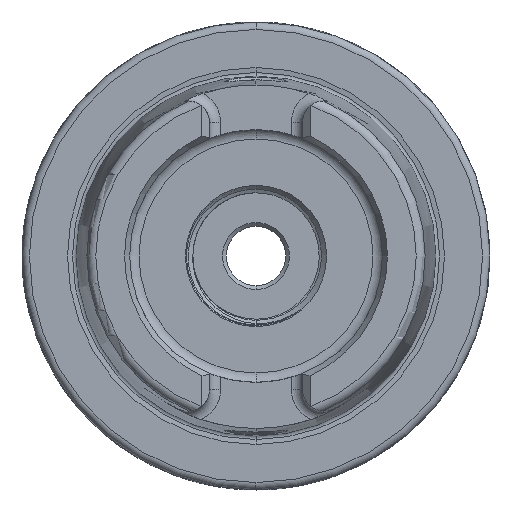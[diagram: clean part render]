
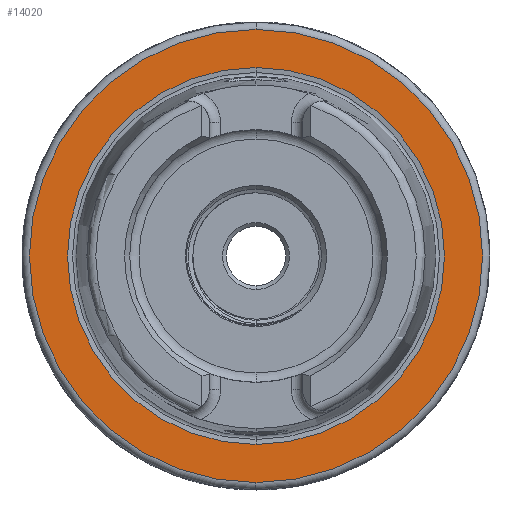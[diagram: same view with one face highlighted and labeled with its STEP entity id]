
A CAD part, left-side view. The second image highlights one B-rep face of the part: STEP entity #14020.
In plain terms, the highlighted planar face has unit normal (-1, 0, 0).
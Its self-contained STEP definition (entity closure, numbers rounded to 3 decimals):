
#3449 = DIRECTION ( 'NONE',  ( 0., 0., 1. ) ) ;
#3451 = CARTESIAN_POINT ( 'NONE',  ( 0., 25.369, 0. ) ) ;
#3502 = DIRECTION ( 'NONE',  ( -1., 0., 0. ) ) ;
#3563 = PLANE ( 'NONE',  #20994 ) ;
#4369 = CIRCLE ( 'NONE', #13615, 30.5 ) ;
#4379 = CIRCLE ( 'NONE', #13609, 25.369 ) ;
#5029 = CIRCLE ( 'NONE', #13683, 25.369 ) ;
#5132 = CIRCLE ( 'NONE', #13728, 30.5 ) ;
#13609 = AXIS2_PLACEMENT_3D ( 'NONE', #15045, #15057, #15060 ) ;
#13615 = AXIS2_PLACEMENT_3D ( 'NONE', #14945, #14946, #14949 ) ;
#13683 = AXIS2_PLACEMENT_3D ( 'NONE', #16456, #16444, #16435 ) ;
#13728 = AXIS2_PLACEMENT_3D ( 'NONE', #17558, #17545, #17543 ) ;
#14020 = ADVANCED_FACE ( 'NONE', ( #19896, #19861 ), #3563, .T. ) ;
#14945 = CARTESIAN_POINT ( 'NONE',  ( 0., 0., 0. ) ) ;
#14946 = DIRECTION ( 'NONE',  ( -1., 0., 0. ) ) ;
#14949 = DIRECTION ( 'NONE',  ( 0., 0., 1. ) ) ;
#15045 = CARTESIAN_POINT ( 'NONE',  ( 0., 0., 0. ) ) ;
#15057 = DIRECTION ( 'NONE',  ( 1., 0., 0. ) ) ;
#15060 = DIRECTION ( 'NONE',  ( 0., 0., -1. ) ) ;
#16435 = DIRECTION ( 'NONE',  ( 0., 0., -1. ) ) ;
#16444 = DIRECTION ( 'NONE',  ( 1., 0., 0. ) ) ;
#16456 = CARTESIAN_POINT ( 'NONE',  ( 0., 0., 0. ) ) ;
#17435 = CARTESIAN_POINT ( 'NONE',  ( 0., 0., -30.5 ) ) ;
#17448 = CARTESIAN_POINT ( 'NONE',  ( 0., 0., 30.5 ) ) ;
#17466 = CARTESIAN_POINT ( 'NONE',  ( 0., 0., -25.369 ) ) ;
#17473 = CARTESIAN_POINT ( 'NONE',  ( 0., 0., 25.369 ) ) ;
#17543 = DIRECTION ( 'NONE',  ( 0., 0., 1. ) ) ;
#17545 = DIRECTION ( 'NONE',  ( -1., 0., 0. ) ) ;
#17558 = CARTESIAN_POINT ( 'NONE',  ( 0., 0., 0. ) ) ;
#18105 = EDGE_LOOP ( 'NONE', ( #20478, #20481 ) ) ;
#18132 = EDGE_LOOP ( 'NONE', ( #20409, #20387 ) ) ;
#19099 = EDGE_CURVE ( 'NONE', #20596, #20586, #4369, .T. ) ;
#19104 = EDGE_CURVE ( 'NONE', #20570, #20603, #4379, .T. ) ;
#19861 = FACE_BOUND ( 'NONE', #18105, .T. ) ;
#19896 = FACE_OUTER_BOUND ( 'NONE', #18132, .T. ) ;
#20387 = ORIENTED_EDGE ( 'NONE', *, *, #19099, .T. ) ;
#20409 = ORIENTED_EDGE ( 'NONE', *, *, #20825, .T. ) ;
#20478 = ORIENTED_EDGE ( 'NONE', *, *, #20764, .T. ) ;
#20481 = ORIENTED_EDGE ( 'NONE', *, *, #19104, .T. ) ;
#20570 = VERTEX_POINT ( 'NONE', #17466 ) ;
#20586 = VERTEX_POINT ( 'NONE', #17448 ) ;
#20596 = VERTEX_POINT ( 'NONE', #17435 ) ;
#20603 = VERTEX_POINT ( 'NONE', #17473 ) ;
#20764 = EDGE_CURVE ( 'NONE', #20603, #20570, #5029, .T. ) ;
#20825 = EDGE_CURVE ( 'NONE', #20586, #20596, #5132, .T. ) ;
#20994 = AXIS2_PLACEMENT_3D ( 'NONE', #3451, #3502, #3449 ) ;
